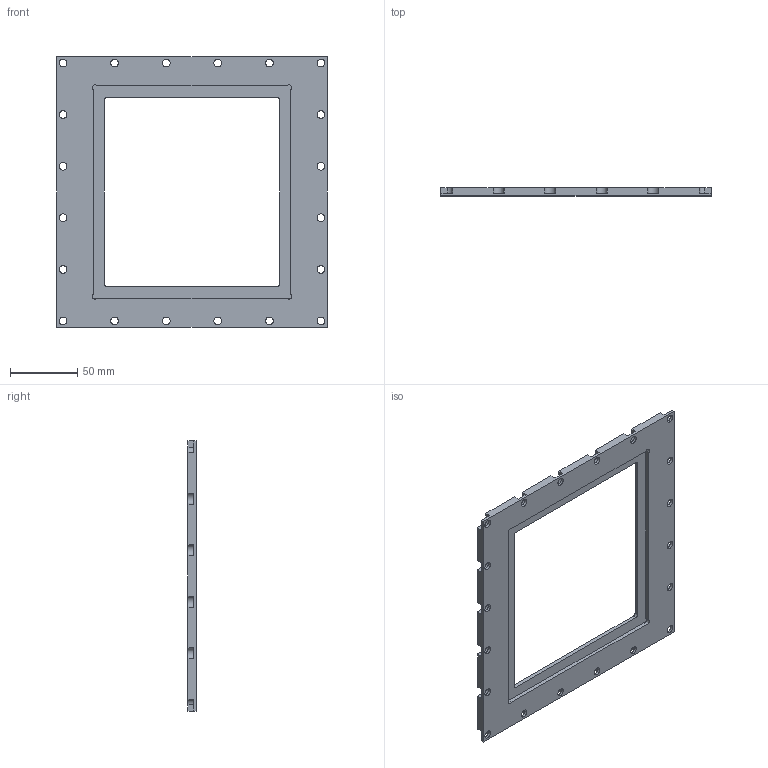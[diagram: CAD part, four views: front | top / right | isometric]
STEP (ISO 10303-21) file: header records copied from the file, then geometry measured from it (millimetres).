
FILE_DESCRIPTION(('Open CASCADE Model'),'2;1');
FILE_NAME('Open CASCADE Shape Model','2019-12-27T17:53:24',('Author'),( 'Open CASCADE'),'Open CASCADE STEP processor 6.9','Open CASCADE 6.9' ,'Unknown');
FILE_SCHEMA(('AUTOMOTIVE_DESIGN { 1 0 10303 214 1 1 1 1 }'));
Length unit declared in the file: millimetre
Products named in the file (1): Open CASCADE STEP translator 6.9 27
Bounding box: 201.2 x 6 x 201.2 mm (x, y, z)
Volume: 111265.2 mm3; surface area: 52932.5 mm2
Topology: 1 solids, 1 shells, 123 faces, 428 edges, 308 vertices
Faces by surface type: plane 75, cylinder 48
Full cylindrical faces by diameter (mm): 5.8 x20
Entity records: 10856 total; most frequent: CARTESIAN_POINT 2584, DIRECTION 1548, LINE 952, VECTOR 952, ORIENTED_EDGE 856, PCURVE 856, DEFINITIONAL_REPRESENTATION 856, EDGE_CURVE 428
